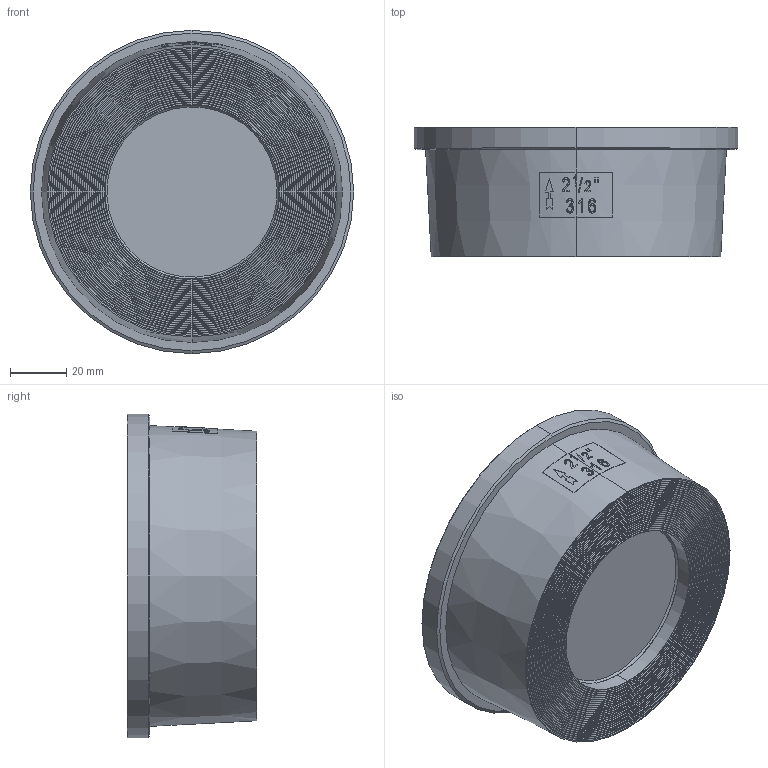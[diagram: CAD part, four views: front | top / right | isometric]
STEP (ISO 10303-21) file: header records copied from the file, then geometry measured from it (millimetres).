
FILE_DESCRIPTION (( 'STEP AP203' ), '1' );
FILE_NAME ('MV-53 DN65-000.STEP', '2021-10-14T06:27:26', ( '' ), ( '' ), 'SwSTEP 2.0', 'SolidWorks 2012', '' );
FILE_SCHEMA (( 'CONFIG_CONTROL_DESIGN' ));
Length unit declared in the file: millimetre
Products named in the file (5): MV-53  DN65-000; DN65  SPRING; DN65  SPRING COVER; DN65  BODY; DN65  DISC
Assembly tree (4 placements, depth 2):
  MV-53  DN65-000
    DN65  DISC
    DN65  BODY
    DN65  SPRING COVER
    DN65  SPRING
Bounding box: 115 x 46 x 115 mm (x, y, z)
Volume: 132767.2 mm3; surface area: 67752.8 mm2
Topology: 4 solids, 4 shells, 372 faces, 919 edges, 606 vertices
Faces by surface type: plane 145, torus 88, cylinder 60, bspline 57, cone 22
Entity records: 20549 total; most frequent: CARTESIAN_POINT 11355, ORIENTED_EDGE 1838, DIRECTION 1813, EDGE_CURVE 919, AXIS2_PLACEMENT_3D 781, VERTEX_POINT 606, CIRCLE 459, EDGE_LOOP 427
